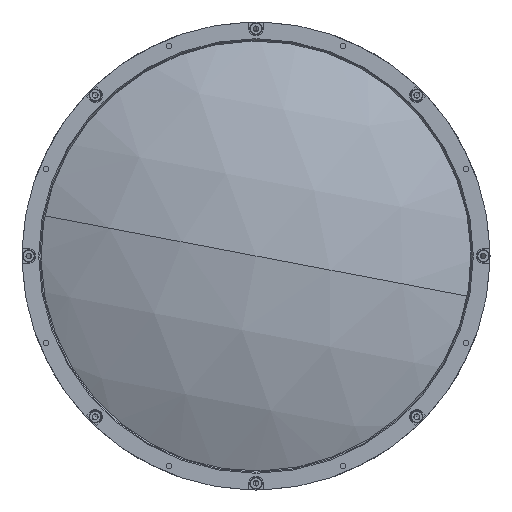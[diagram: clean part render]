
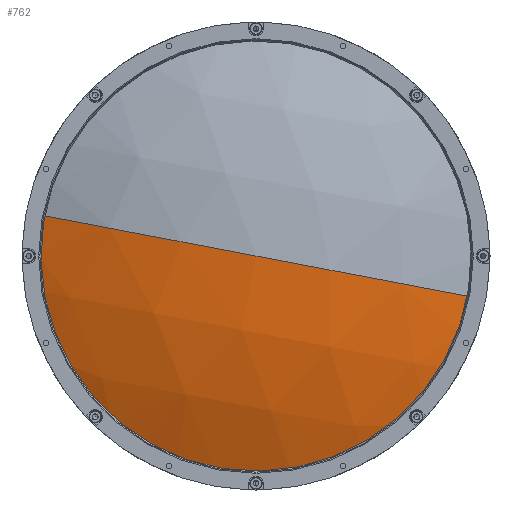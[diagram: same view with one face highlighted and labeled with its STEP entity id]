
A CAD part, left-side view. The second image highlights one B-rep face of the part: STEP entity #762.
In plain terms, the highlighted spherical face has radius 231.3 mm.
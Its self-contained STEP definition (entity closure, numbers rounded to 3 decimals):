
#329 = DIRECTION ( 'NONE',  ( 0., -0.982, -0.187 ) ) ;
#498 = DIRECTION ( 'NONE',  ( -1., 0., 0. ) ) ;
#600 = FACE_OUTER_BOUND ( 'NONE', #8835, .T. ) ;
#762 = ADVANCED_FACE ( 'NONE', ( #600 ), #15804, .T. ) ;
#922 = ORIENTED_EDGE ( 'NONE', *, *, #12539, .F. ) ;
#2935 = DIRECTION ( 'NONE',  ( 0., 0.982, 0.187 ) ) ;
#4547 = VERTEX_POINT ( 'NONE', #7358 ) ;
#4575 = VERTEX_POINT ( 'NONE', #9687 ) ;
#4721 = CARTESIAN_POINT ( 'NONE',  ( 19.407, 96.77, 18.381 ) ) ;
#5020 = DIRECTION ( 'NONE',  ( 0., 0.982, 0.187 ) ) ;
#5420 = EDGE_CURVE ( 'NONE', #4547, #4575, #10570, .T. ) ;
#6004 = DIRECTION ( 'NONE',  ( 0., 0.187, -0.982 ) ) ;
#7358 = CARTESIAN_POINT ( 'NONE',  ( 19.407, -96.77, -18.381 ) ) ;
#8183 = AXIS2_PLACEMENT_3D ( 'NONE', #17449, #8902, #329 ) ;
#8835 = EDGE_LOOP ( 'NONE', ( #14847, #11359, #922 ) ) ;
#8902 = DIRECTION ( 'NONE',  ( 0., -0.187, 0.982 ) ) ;
#9073 = CARTESIAN_POINT ( 'NONE',  ( 19.407, 0., 0. ) ) ;
#9212 = AXIS2_PLACEMENT_3D ( 'NONE', #9073, #498, #10488 ) ;
#9687 = CARTESIAN_POINT ( 'NONE',  ( -2.615, 0., 0. ) ) ;
#9774 = AXIS2_PLACEMENT_3D ( 'NONE', #13126, #17693, #5020 ) ;
#10488 = DIRECTION ( 'NONE',  ( 0., 0.187, -0.982 ) ) ;
#10570 = CIRCLE ( 'NONE', #9774, 231.3 ) ;
#11359 = ORIENTED_EDGE ( 'NONE', *, *, #5420, .T. ) ;
#11801 = CIRCLE ( 'NONE', #9212, 98.5 ) ;
#11910 = AXIS2_PLACEMENT_3D ( 'NONE', #17494, #6004, #2935 ) ;
#12539 = EDGE_CURVE ( 'NONE', #15544, #4575, #17460, .T. ) ;
#13126 = CARTESIAN_POINT ( 'NONE',  ( 228.685, 0., 0. ) ) ;
#14847 = ORIENTED_EDGE ( 'NONE', *, *, #17947, .T. ) ;
#15544 = VERTEX_POINT ( 'NONE', #4721 ) ;
#15804 = SPHERICAL_SURFACE ( 'NONE', #11910, 231.3 ) ;
#17449 = CARTESIAN_POINT ( 'NONE',  ( 228.685, 0., 0. ) ) ;
#17460 = CIRCLE ( 'NONE', #8183, 231.3 ) ;
#17494 = CARTESIAN_POINT ( 'NONE',  ( 228.685, 0., 0. ) ) ;
#17693 = DIRECTION ( 'NONE',  ( 0., 0.187, -0.982 ) ) ;
#17947 = EDGE_CURVE ( 'NONE', #15544, #4547, #11801, .T. ) ;
